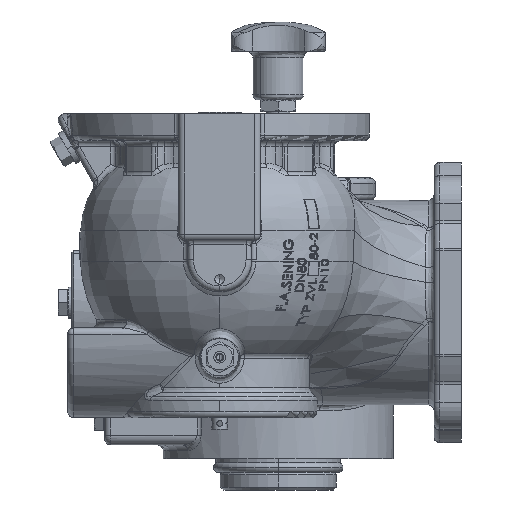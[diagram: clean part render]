
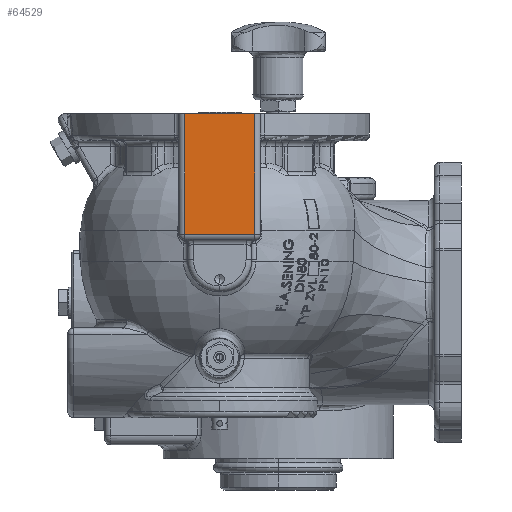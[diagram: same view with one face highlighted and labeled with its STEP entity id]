
A CAD part, left-side view. The second image highlights one B-rep face of the part: STEP entity #64529.
In plain terms, the highlighted planar face has unit normal (-1, 0, 0).
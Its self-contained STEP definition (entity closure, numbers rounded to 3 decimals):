
#1413 = EDGE_CURVE ( 'NONE', #76955, #146553, #138033, .T. ) ;
#1420 = EDGE_CURVE ( 'NONE', #146553, #146367, #138042, .T. ) ;
#1430 = EDGE_CURVE ( 'NONE', #146367, #76691, #138029, .T. ) ;
#10281 = CARTESIAN_POINT ( 'NONE',  ( -158.5, 106., 35. ) ) ;
#10421 = CARTESIAN_POINT ( 'NONE',  ( -158.5, 142., 35. ) ) ;
#13848 = EDGE_LOOP ( 'NONE', ( #87606, #87605, #87602, #87599 ) ) ;
#27240 = CARTESIAN_POINT ( 'NONE',  ( -158.5, 106., 32. ) ) ;
#27256 = DIRECTION ( 'NONE',  ( 0., 0., 1. ) ) ;
#30453 = CARTESIAN_POINT ( 'NONE',  ( -158.5, 103., 35. ) ) ;
#30457 = DIRECTION ( 'NONE',  ( 0., -1., 0. ) ) ;
#30521 = DIRECTION ( 'NONE',  ( 0., 0., -1. ) ) ;
#30526 = CARTESIAN_POINT ( 'NONE',  ( -158.5, 142., 32. ) ) ;
#36870 = FACE_OUTER_BOUND ( 'NONE', #13848, .T. ) ;
#64529 = ADVANCED_FACE ( 'NONE', ( #36870 ), #91102, .T. ) ;
#76691 = VERTEX_POINT ( 'NONE', #152087 ) ;
#76955 = VERTEX_POINT ( 'NONE', #152351 ) ;
#87599 = ORIENTED_EDGE ( 'NONE', *, *, #1420, .T. ) ;
#87602 = ORIENTED_EDGE ( 'NONE', *, *, #1413, .T. ) ;
#87605 = ORIENTED_EDGE ( 'NONE', *, *, #99394, .T. ) ;
#87606 = ORIENTED_EDGE ( 'NONE', *, *, #1430, .T. ) ;
#91094 = CARTESIAN_POINT ( 'NONE',  ( -158.5, 145., 32. ) ) ;
#91102 = PLANE ( 'NONE',  #155769 ) ;
#91114 = DIRECTION ( 'NONE',  ( -1., 0., 0. ) ) ;
#91115 = DIRECTION ( 'NONE',  ( 0., 0., 1. ) ) ;
#99394 = EDGE_CURVE ( 'NONE', #76691, #76955, #121897, .T. ) ;
#120459 = CARTESIAN_POINT ( 'NONE',  ( -158.5, 145., 97. ) ) ;
#120460 = DIRECTION ( 'NONE',  ( 0., 1., 0. ) ) ;
#121892 = VECTOR ( 'NONE', #120460, 1000. ) ;
#121897 = LINE ( 'NONE', #120459, #121892 ) ;
#138029 = LINE ( 'NONE', #27240, #138052 ) ;
#138033 = LINE ( 'NONE', #30526, #138036 ) ;
#138036 = VECTOR ( 'NONE', #30521, 1000. ) ;
#138042 = LINE ( 'NONE', #30453, #138044 ) ;
#138044 = VECTOR ( 'NONE', #30457, 1000. ) ;
#138052 = VECTOR ( 'NONE', #27256, 1000. ) ;
#146367 = VERTEX_POINT ( 'NONE', #10281 ) ;
#146553 = VERTEX_POINT ( 'NONE', #10421 ) ;
#152087 = CARTESIAN_POINT ( 'NONE',  ( -158.5, 106., 97. ) ) ;
#152351 = CARTESIAN_POINT ( 'NONE',  ( -158.5, 142., 97. ) ) ;
#155769 = AXIS2_PLACEMENT_3D ( 'NONE', #91094, #91114, #91115 ) ;
